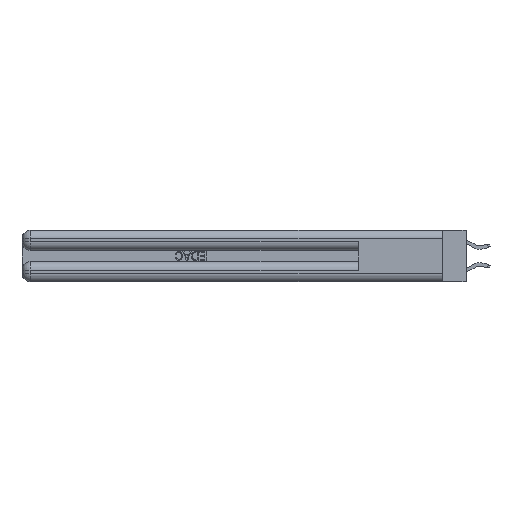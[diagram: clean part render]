
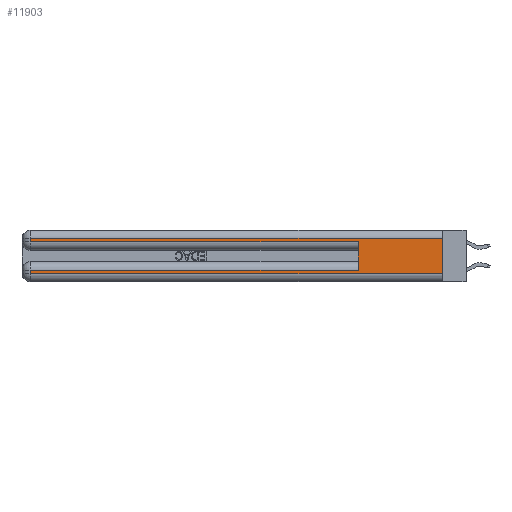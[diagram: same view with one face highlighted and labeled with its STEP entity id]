
A CAD part, left-side view. The second image highlights one B-rep face of the part: STEP entity #11903.
In plain terms, the highlighted planar face has unit normal (-1, 0, 0).
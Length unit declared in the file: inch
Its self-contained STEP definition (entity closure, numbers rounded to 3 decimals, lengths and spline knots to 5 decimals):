
#368 = LINE ( 'NONE', #11666, #20299 ) ;
#1389 = DIRECTION ( 'NONE',  ( 0., 0., -1. ) ) ;
#1952 = AXIS2_PLACEMENT_3D ( 'NONE', #4265, #15536, #14665 ) ;
#3105 = CARTESIAN_POINT ( 'NONE',  ( 0., 2.94, 0.31 ) ) ;
#3321 = VERTEX_POINT ( 'NONE', #15389 ) ;
#3387 = PLANE ( 'NONE',  #1952 ) ;
#3952 = VECTOR ( 'NONE', #20654, 39.37008 ) ;
#4265 = CARTESIAN_POINT ( 'NONE',  ( 0., 0., 0.37 ) ) ;
#4514 = ORIENTED_EDGE ( 'NONE', *, *, #31891, .T. ) ;
#4706 = LINE ( 'NONE', #29852, #17595 ) ;
#5723 = EDGE_CURVE ( 'NONE', #6779, #24369, #6408, .T. ) ;
#5743 = VECTOR ( 'NONE', #10709, 39.37008 ) ;
#5798 = ORIENTED_EDGE ( 'NONE', *, *, #8579, .T. ) ;
#6265 = EDGE_CURVE ( 'NONE', #23386, #6779, #15980, .T. ) ;
#6408 = LINE ( 'NONE', #26195, #7160 ) ;
#6416 = CARTESIAN_POINT ( 'NONE',  ( 0., 0., 0.06 ) ) ;
#6565 = VERTEX_POINT ( 'NONE', #34055 ) ;
#6730 = EDGE_CURVE ( 'NONE', #6565, #24369, #36009, .T. ) ;
#6779 = VERTEX_POINT ( 'NONE', #25495 ) ;
#6834 = CARTESIAN_POINT ( 'NONE',  ( 0., 0.6, 0.285 ) ) ;
#7160 = VECTOR ( 'NONE', #8999, 39.37008 ) ;
#8461 = VERTEX_POINT ( 'NONE', #29588 ) ;
#8579 = EDGE_CURVE ( 'NONE', #6565, #3321, #25133, .T. ) ;
#8999 = DIRECTION ( 'NONE',  ( 0., -1., 0. ) ) ;
#9801 = FACE_OUTER_BOUND ( 'NONE', #32791, .T. ) ;
#10709 = DIRECTION ( 'NONE',  ( 0., 0., 1. ) ) ;
#10932 = ORIENTED_EDGE ( 'NONE', *, *, #14888, .F. ) ;
#11666 = CARTESIAN_POINT ( 'NONE',  ( 0., 0., 0.37 ) ) ;
#11903 = ADVANCED_FACE ( 'NONE', ( #9801 ), #3387, .F. ) ;
#12112 = ORIENTED_EDGE ( 'NONE', *, *, #6265, .T. ) ;
#12650 = DIRECTION ( 'NONE',  ( 0., 0., -1. ) ) ;
#12930 = VECTOR ( 'NONE', #1389, 39.37008 ) ;
#13216 = VECTOR ( 'NONE', #12650, 39.37008 ) ;
#14665 = DIRECTION ( 'NONE',  ( 0., 0., -1. ) ) ;
#14713 = CARTESIAN_POINT ( 'NONE',  ( 0., 2.94, 0.06 ) ) ;
#14888 = EDGE_CURVE ( 'NONE', #34634, #8461, #368, .T. ) ;
#15389 = CARTESIAN_POINT ( 'NONE',  ( 0., 2.94, 0.085 ) ) ;
#15536 = DIRECTION ( 'NONE',  ( 1., 0., 0. ) ) ;
#15980 = LINE ( 'NONE', #35550, #13216 ) ;
#17595 = VECTOR ( 'NONE', #24485, 39.37008 ) ;
#18057 = LINE ( 'NONE', #6416, #3952 ) ;
#18303 = ORIENTED_EDGE ( 'NONE', *, *, #5723, .T. ) ;
#19223 = DIRECTION ( 'NONE',  ( 0., 1., 0. ) ) ;
#20280 = EDGE_CURVE ( 'NONE', #31846, #8461, #18057, .T. ) ;
#20299 = VECTOR ( 'NONE', #34200, 39.37008 ) ;
#20654 = DIRECTION ( 'NONE',  ( 0., -1., 0. ) ) ;
#20997 = LINE ( 'NONE', #32270, #12930 ) ;
#22264 = EDGE_CURVE ( 'NONE', #34634, #23386, #4706, .T. ) ;
#22454 = VECTOR ( 'NONE', #19223, 39.37008 ) ;
#23386 = VERTEX_POINT ( 'NONE', #3105 ) ;
#24369 = VERTEX_POINT ( 'NONE', #6834 ) ;
#24485 = DIRECTION ( 'NONE',  ( 0., 1., 0. ) ) ;
#25133 = LINE ( 'NONE', #28098, #22454 ) ;
#25495 = CARTESIAN_POINT ( 'NONE',  ( 0., 2.94, 0.285 ) ) ;
#26195 = CARTESIAN_POINT ( 'NONE',  ( 0., 0., 0.285 ) ) ;
#28098 = CARTESIAN_POINT ( 'NONE',  ( 0., 0., 0.085 ) ) ;
#29583 = ORIENTED_EDGE ( 'NONE', *, *, #20280, .T. ) ;
#29588 = CARTESIAN_POINT ( 'NONE',  ( 0., 0., 0.06 ) ) ;
#29852 = CARTESIAN_POINT ( 'NONE',  ( 0., 0., 0.31 ) ) ;
#31846 = VERTEX_POINT ( 'NONE', #14713 ) ;
#31891 = EDGE_CURVE ( 'NONE', #3321, #31846, #20997, .T. ) ;
#32270 = CARTESIAN_POINT ( 'NONE',  ( 0., 2.94, 0.37 ) ) ;
#32791 = EDGE_LOOP ( 'NONE', ( #10932, #34096, #12112, #18303, #35239, #5798, #4514, #29583 ) ) ;
#33432 = CARTESIAN_POINT ( 'NONE',  ( 0., 0.6, 0.145 ) ) ;
#33771 = CARTESIAN_POINT ( 'NONE',  ( 0., 0., 0.31 ) ) ;
#34055 = CARTESIAN_POINT ( 'NONE',  ( 0., 0.6, 0.085 ) ) ;
#34096 = ORIENTED_EDGE ( 'NONE', *, *, #22264, .T. ) ;
#34200 = DIRECTION ( 'NONE',  ( 0., 0., -1. ) ) ;
#34634 = VERTEX_POINT ( 'NONE', #33771 ) ;
#35239 = ORIENTED_EDGE ( 'NONE', *, *, #6730, .F. ) ;
#35550 = CARTESIAN_POINT ( 'NONE',  ( 0., 2.94, 0.37 ) ) ;
#36009 = LINE ( 'NONE', #33432, #5743 ) ;
